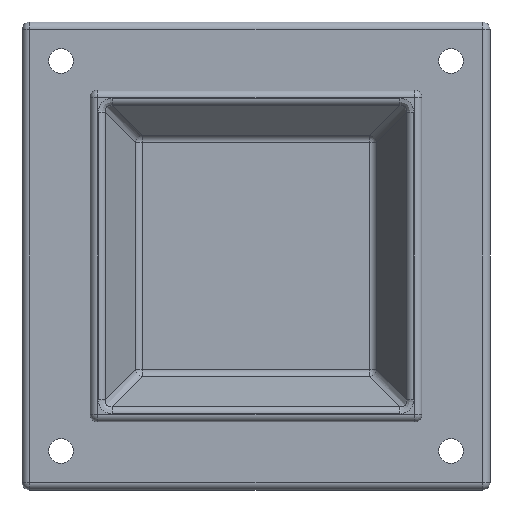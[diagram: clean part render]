
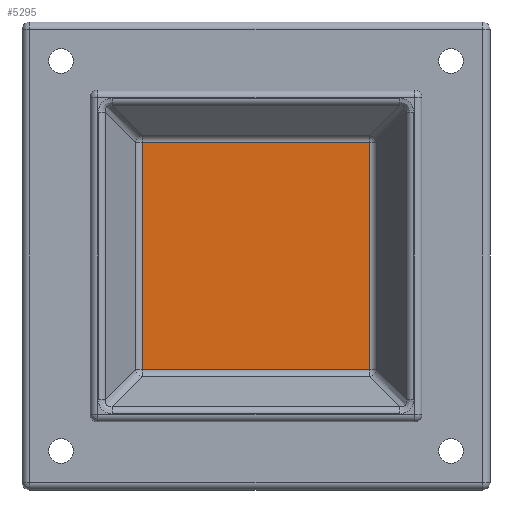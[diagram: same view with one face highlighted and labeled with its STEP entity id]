
A CAD part, front view. The second image highlights one B-rep face of the part: STEP entity #5295.
In plain terms, the highlighted planar face has unit normal (0, -1, 0).
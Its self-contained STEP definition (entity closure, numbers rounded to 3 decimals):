
#3958 = CYLINDRICAL_SURFACE('',#3959,1.);
#3959 = AXIS2_PLACEMENT_3D('',#3960,#3961,#3962);
#3960 = CARTESIAN_POINT('',(-15.2,-1.,14.582));
#3961 = DIRECTION('',(1.,0.,0.));
#3962 = DIRECTION('',(-0.,0.447,0.894));
#4179 = CYLINDRICAL_SURFACE('',#4180,1.);
#4180 = AXIS2_PLACEMENT_3D('',#4181,#4182,#4183);
#4181 = CARTESIAN_POINT('',(-14.582,-1.,-15.2));
#4182 = DIRECTION('',(0.,0.,1.));
#4183 = DIRECTION('',(-0.894,0.447,0.));
#4213 = CYLINDRICAL_SURFACE('',#4214,1.);
#4214 = AXIS2_PLACEMENT_3D('',#4215,#4216,#4217);
#4215 = CARTESIAN_POINT('',(14.582,-1.,15.2));
#4216 = DIRECTION('',(0.,0.,-1.));
#4217 = DIRECTION('',(0.894,0.447,0.));
#4397 = CYLINDRICAL_SURFACE('',#4398,1.);
#4398 = AXIS2_PLACEMENT_3D('',#4399,#4400,#4401);
#4399 = CARTESIAN_POINT('',(15.2,-1.,-14.582));
#4400 = DIRECTION('',(-1.,0.,0.));
#4401 = DIRECTION('',(0.,0.447,-0.894));
#4942 = VERTEX_POINT('',#4943);
#4943 = CARTESIAN_POINT('',(-14.582,0.,14.582));
#4971 = EDGE_CURVE('',#4942,#4972,#4974,.T.);
#4972 = VERTEX_POINT('',#4973);
#4973 = CARTESIAN_POINT('',(14.582,0.,14.582));
#4974 = SURFACE_CURVE('',#4975,(#4979,#4986),.PCURVE_S1.);
#4975 = LINE('',#4976,#4977);
#4976 = CARTESIAN_POINT('',(-15.2,0.,14.582));
#4977 = VECTOR('',#4978,1.);
#4978 = DIRECTION('',(1.,0.,0.));
#4979 = PCURVE('',#3958,#4980);
#4980 = DEFINITIONAL_REPRESENTATION('',(#4981),#4985);
#4981 = LINE('',#4982,#4983);
#4982 = CARTESIAN_POINT('',(-1.107,0.));
#4983 = VECTOR('',#4984,1.);
#4984 = DIRECTION('',(-0.,1.));
#4985 = ( GEOMETRIC_REPRESENTATION_CONTEXT(2) 
PARAMETRIC_REPRESENTATION_CONTEXT() REPRESENTATION_CONTEXT('2D SPACE',''
  ) );
#4986 = PCURVE('',#4987,#4992);
#4987 = PLANE('',#4988);
#4988 = AXIS2_PLACEMENT_3D('',#4989,#4990,#4991);
#4989 = CARTESIAN_POINT('',(0.,0.,0.));
#4990 = DIRECTION('',(0.,1.,0.));
#4991 = DIRECTION('',(0.,0.,1.));
#4992 = DEFINITIONAL_REPRESENTATION('',(#4993),#4997);
#4993 = LINE('',#4994,#4995);
#4994 = CARTESIAN_POINT('',(14.582,-15.2));
#4995 = VECTOR('',#4996,1.);
#4996 = DIRECTION('',(0.,1.));
#4997 = ( GEOMETRIC_REPRESENTATION_CONTEXT(2) 
PARAMETRIC_REPRESENTATION_CONTEXT() REPRESENTATION_CONTEXT('2D SPACE',''
  ) );
#5079 = VERTEX_POINT('',#5080);
#5080 = CARTESIAN_POINT('',(-14.582,0.,-14.582));
#5102 = EDGE_CURVE('',#5079,#4942,#5103,.T.);
#5103 = SURFACE_CURVE('',#5104,(#5108,#5115),.PCURVE_S1.);
#5104 = LINE('',#5105,#5106);
#5105 = CARTESIAN_POINT('',(-14.582,0.,-15.2));
#5106 = VECTOR('',#5107,1.);
#5107 = DIRECTION('',(0.,0.,1.));
#5108 = PCURVE('',#4179,#5109);
#5109 = DEFINITIONAL_REPRESENTATION('',(#5110),#5114);
#5110 = LINE('',#5111,#5112);
#5111 = CARTESIAN_POINT('',(-1.107,0.));
#5112 = VECTOR('',#5113,1.);
#5113 = DIRECTION('',(-0.,1.));
#5114 = ( GEOMETRIC_REPRESENTATION_CONTEXT(2) 
PARAMETRIC_REPRESENTATION_CONTEXT() REPRESENTATION_CONTEXT('2D SPACE',''
  ) );
#5115 = PCURVE('',#4987,#5116);
#5116 = DEFINITIONAL_REPRESENTATION('',(#5117),#5121);
#5117 = LINE('',#5118,#5119);
#5118 = CARTESIAN_POINT('',(-15.2,-14.582));
#5119 = VECTOR('',#5120,1.);
#5120 = DIRECTION('',(1.,0.));
#5121 = ( GEOMETRIC_REPRESENTATION_CONTEXT(2) 
PARAMETRIC_REPRESENTATION_CONTEXT() REPRESENTATION_CONTEXT('2D SPACE',''
  ) );
#5129 = EDGE_CURVE('',#4972,#5130,#5132,.T.);
#5130 = VERTEX_POINT('',#5131);
#5131 = CARTESIAN_POINT('',(14.582,0.,-14.582));
#5132 = SURFACE_CURVE('',#5133,(#5137,#5144),.PCURVE_S1.);
#5133 = LINE('',#5134,#5135);
#5134 = CARTESIAN_POINT('',(14.582,0.,15.2));
#5135 = VECTOR('',#5136,1.);
#5136 = DIRECTION('',(0.,0.,-1.));
#5137 = PCURVE('',#4213,#5138);
#5138 = DEFINITIONAL_REPRESENTATION('',(#5139),#5143);
#5139 = LINE('',#5140,#5141);
#5140 = CARTESIAN_POINT('',(-1.107,0.));
#5141 = VECTOR('',#5142,1.);
#5142 = DIRECTION('',(-0.,1.));
#5143 = ( GEOMETRIC_REPRESENTATION_CONTEXT(2) 
PARAMETRIC_REPRESENTATION_CONTEXT() REPRESENTATION_CONTEXT('2D SPACE',''
  ) );
#5144 = PCURVE('',#4987,#5145);
#5145 = DEFINITIONAL_REPRESENTATION('',(#5146),#5150);
#5146 = LINE('',#5147,#5148);
#5147 = CARTESIAN_POINT('',(15.2,14.582));
#5148 = VECTOR('',#5149,1.);
#5149 = DIRECTION('',(-1.,0.));
#5150 = ( GEOMETRIC_REPRESENTATION_CONTEXT(2) 
PARAMETRIC_REPRESENTATION_CONTEXT() REPRESENTATION_CONTEXT('2D SPACE',''
  ) );
#5246 = EDGE_CURVE('',#5130,#5079,#5247,.T.);
#5247 = SURFACE_CURVE('',#5248,(#5252,#5259),.PCURVE_S1.);
#5248 = LINE('',#5249,#5250);
#5249 = CARTESIAN_POINT('',(15.2,0.,-14.582));
#5250 = VECTOR('',#5251,1.);
#5251 = DIRECTION('',(-1.,0.,0.));
#5252 = PCURVE('',#4397,#5253);
#5253 = DEFINITIONAL_REPRESENTATION('',(#5254),#5258);
#5254 = LINE('',#5255,#5256);
#5255 = CARTESIAN_POINT('',(-1.107,0.));
#5256 = VECTOR('',#5257,1.);
#5257 = DIRECTION('',(-0.,1.));
#5258 = ( GEOMETRIC_REPRESENTATION_CONTEXT(2) 
PARAMETRIC_REPRESENTATION_CONTEXT() REPRESENTATION_CONTEXT('2D SPACE',''
  ) );
#5259 = PCURVE('',#4987,#5260);
#5260 = DEFINITIONAL_REPRESENTATION('',(#5261),#5265);
#5261 = LINE('',#5262,#5263);
#5262 = CARTESIAN_POINT('',(-14.582,15.2));
#5263 = VECTOR('',#5264,1.);
#5264 = DIRECTION('',(0.,-1.));
#5265 = ( GEOMETRIC_REPRESENTATION_CONTEXT(2) 
PARAMETRIC_REPRESENTATION_CONTEXT() REPRESENTATION_CONTEXT('2D SPACE',''
  ) );
#5295 = ADVANCED_FACE('',(#5296),#4987,.F.);
#5296 = FACE_BOUND('',#5297,.F.);
#5297 = EDGE_LOOP('',(#5298,#5299,#5300,#5301));
#5298 = ORIENTED_EDGE('',*,*,#5246,.T.);
#5299 = ORIENTED_EDGE('',*,*,#5102,.T.);
#5300 = ORIENTED_EDGE('',*,*,#4971,.T.);
#5301 = ORIENTED_EDGE('',*,*,#5129,.T.);
